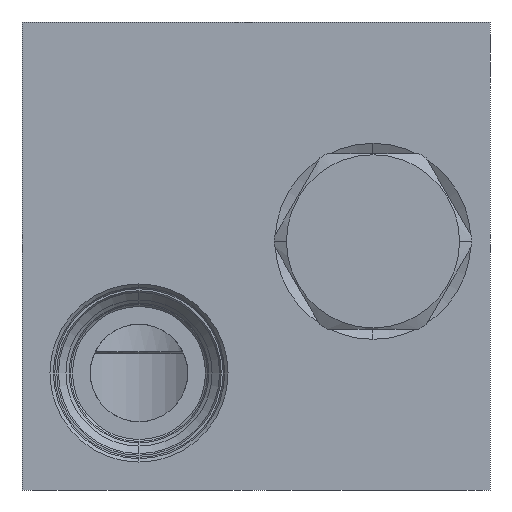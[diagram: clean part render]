
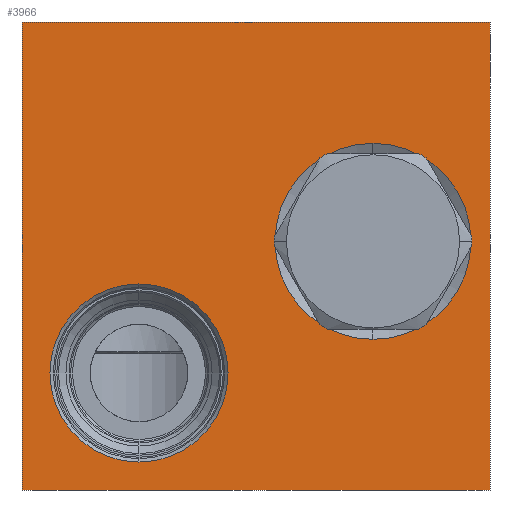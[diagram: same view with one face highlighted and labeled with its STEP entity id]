
A CAD part, left-side view. The second image highlights one B-rep face of the part: STEP entity #3966.
In plain terms, the highlighted planar face has unit normal (-1, 0, 0).
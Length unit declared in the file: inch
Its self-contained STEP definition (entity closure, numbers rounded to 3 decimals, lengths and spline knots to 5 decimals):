
#1=DIRECTION('',(0.,-1.,0.));
#2=VECTOR('',#1,3.);
#3=CARTESIAN_POINT('',(0.,0.,0.));
#4=LINE('',#3,#2);
#37=DIRECTION('',(0.,0.,1.));
#38=VECTOR('',#37,3.);
#39=CARTESIAN_POINT('',(0.,0.,0.));
#40=LINE('',#39,#38);
#41=CARTESIAN_POINT('',(0.,-2.25,1.594));
#42=DIRECTION('',(1.,0.,0.));
#43=DIRECTION('',(0.,0.,-1.));
#44=AXIS2_PLACEMENT_3D('',#41,#42,#43);
#46=CARTESIAN_POINT('',(0.,-2.25,1.594));
#47=DIRECTION('',(1.,0.,0.));
#48=DIRECTION('',(0.,0.,1.));
#49=AXIS2_PLACEMENT_3D('',#46,#47,#48);
#51=CARTESIAN_POINT('',(0.,-0.75,0.75));
#52=DIRECTION('',(1.,0.,0.));
#53=DIRECTION('',(0.,0.,-1.));
#54=AXIS2_PLACEMENT_3D('',#51,#52,#53);
#56=CARTESIAN_POINT('',(0.,-0.75,0.75));
#57=DIRECTION('',(1.,0.,0.));
#58=DIRECTION('',(0.,0.,1.));
#59=AXIS2_PLACEMENT_3D('',#56,#57,#58);
#109=DIRECTION('',(0.,0.,1.));
#110=VECTOR('',#109,3.);
#111=CARTESIAN_POINT('',(0.,-3.,0.));
#112=LINE('',#111,#110);
#133=DIRECTION('',(0.,-1.,0.));
#134=VECTOR('',#133,3.);
#135=CARTESIAN_POINT('',(0.,0.,3.));
#136=LINE('',#135,#134);
#3424=CARTESIAN_POINT('',(0.,0.,0.));
#3425=CARTESIAN_POINT('',(0.,-3.,0.));
#3426=VERTEX_POINT('',#3424);
#3427=VERTEX_POINT('',#3425);
#3432=CARTESIAN_POINT('',(0.,0.,3.));
#3433=CARTESIAN_POINT('',(0.,-3.,3.));
#3434=VERTEX_POINT('',#3432);
#3435=VERTEX_POINT('',#3433);
#3818=CARTESIAN_POINT('',(0.,-2.25,0.96571));
#3819=CARTESIAN_POINT('',(0.,-2.25,2.22229));
#3820=VERTEX_POINT('',#3818);
#3821=VERTEX_POINT('',#3819);
#3886=CARTESIAN_POINT('',(0.,-0.75,0.179));
#3887=CARTESIAN_POINT('',(0.,-0.75,1.321));
#3888=VERTEX_POINT('',#3886);
#3889=VERTEX_POINT('',#3887);
#3940=CARTESIAN_POINT('',(0.,0.,0.));
#3941=DIRECTION('',(-1.,0.,0.));
#3942=DIRECTION('',(0.,-1.,0.));
#3943=AXIS2_PLACEMENT_3D('',#3940,#3941,#3942);
#3944=PLANE('',#3943);
#3945=ORIENTED_EDGE('',*,*,#3917,.F.);
#3947=ORIENTED_EDGE('',*,*,#3946,.T.);
#3949=ORIENTED_EDGE('',*,*,#3948,.T.);
#3951=ORIENTED_EDGE('',*,*,#3950,.F.);
#3952=EDGE_LOOP('',(#3945,#3947,#3949,#3951));
#3953=FACE_OUTER_BOUND('',#3952,.F.);
#3955=ORIENTED_EDGE('',*,*,#3954,.F.);
#3957=ORIENTED_EDGE('',*,*,#3956,.F.);
#3958=EDGE_LOOP('',(#3955,#3957));
#3959=FACE_BOUND('',#3958,.F.);
#3961=ORIENTED_EDGE('',*,*,#3960,.F.);
#3963=ORIENTED_EDGE('',*,*,#3962,.F.);
#3964=EDGE_LOOP('',(#3961,#3963));
#3965=FACE_BOUND('',#3964,.F.);
#3966=ADVANCED_FACE('',(#3953,#3959,#3965),#3944,.T.);
#45=CIRCLE('',#44,0.62829);
#50=CIRCLE('',#49,0.62829);
#55=CIRCLE('',#54,0.571);
#60=CIRCLE('',#59,0.571);
#3917=EDGE_CURVE('',#3426,#3427,#4,.T.);
#3946=EDGE_CURVE('',#3426,#3434,#40,.T.);
#3948=EDGE_CURVE('',#3434,#3435,#136,.T.);
#3950=EDGE_CURVE('',#3427,#3435,#112,.T.);
#3954=EDGE_CURVE('',#3820,#3821,#45,.T.);
#3956=EDGE_CURVE('',#3821,#3820,#50,.T.);
#3960=EDGE_CURVE('',#3888,#3889,#55,.T.);
#3962=EDGE_CURVE('',#3889,#3888,#60,.T.);
